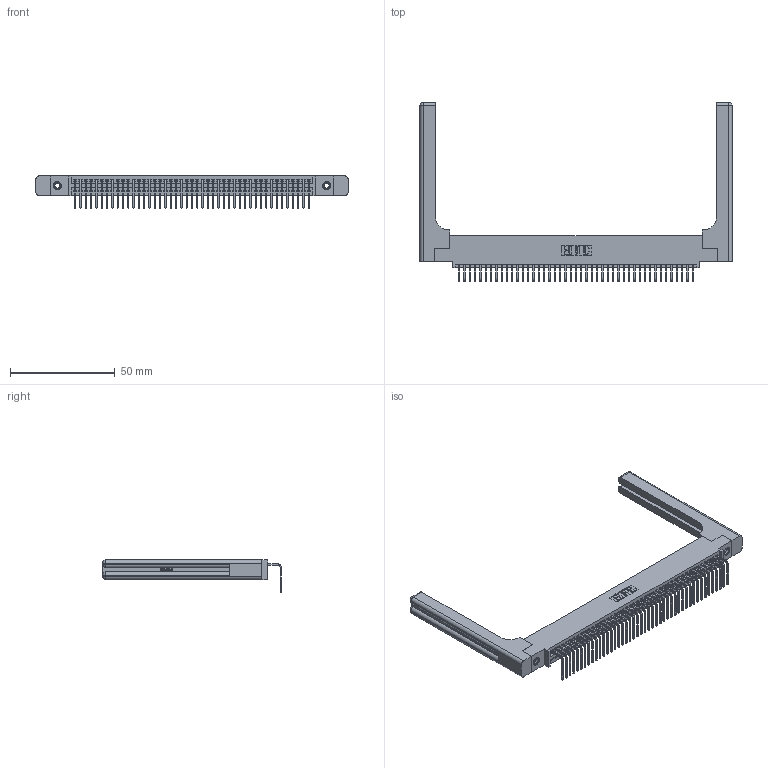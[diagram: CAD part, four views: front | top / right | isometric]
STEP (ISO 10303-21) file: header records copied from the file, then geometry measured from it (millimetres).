
FILE_DESCRIPTION (( 'STEP AP203' ), '1' );
FILE_NAME ('345-045-558-458.STEP', '2019-10-10T17:10:31', ( '' ), ( '' ), 'SwSTEP 2.0', 'SolidWorks 2016', '' );
FILE_SCHEMA (( 'CONFIG_CONTROL_DESIGN' ));
Length unit declared in the file: inch
Products named in the file (5): 345 Part_0.110 Offset - 0.156 Dia-TH; 345-292-001_558 Tail - 2; 345-250-001_345-250-001-102; 345-220-058_345-220-058; 345-045-558-458
Assembly tree (50 placements, depth 2):
  345-045-558-458
    345 Part_0.110 Offset - 0.156 Dia-TH
    345-292-001_558 Tail - 2  x45
    345-250-001_345-250-001-102  x2
    345-220-058_345-220-058  x2
Bounding box: 149.33 x 85.59 x 15.37 mm (x, y, z)
Volume: 22789.3 mm3; surface area: 25291.8 mm2
Topology: 50 solids, 50 shells, 3086 faces, 9209 edges, 6058 vertices
Faces by surface type: plane 2122, cylinder 904, bspline 36, cone 12, sphere 8, torus 4
Entity records: 38862 total; most frequent: CARTESIAN_POINT 7704, ORIENTED_EDGE 6480, DIRECTION 5670, EDGE_CURVE 3240, LINE 2836, VECTOR 2836, VERTEX_POINT 2150, AXIS2_PLACEMENT_3D 1417
